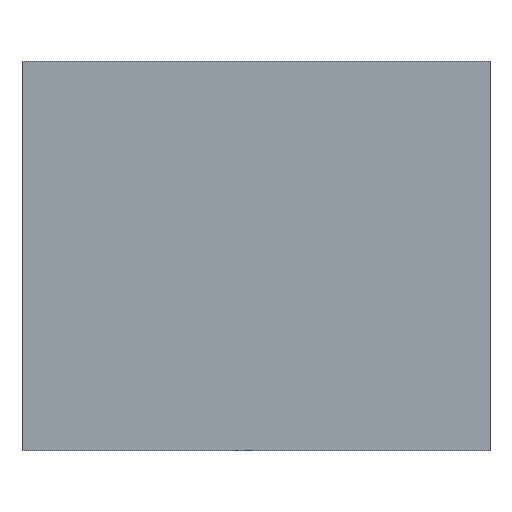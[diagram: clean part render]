
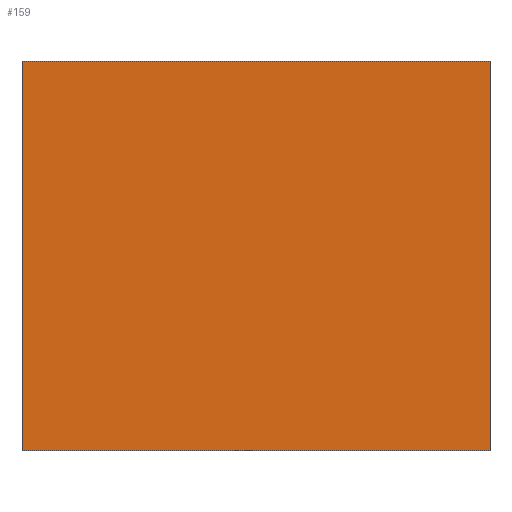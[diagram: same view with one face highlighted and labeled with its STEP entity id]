
A CAD part, left-side view. The second image highlights one B-rep face of the part: STEP entity #159.
In plain terms, the highlighted planar face has unit normal (-1, 0, 0).
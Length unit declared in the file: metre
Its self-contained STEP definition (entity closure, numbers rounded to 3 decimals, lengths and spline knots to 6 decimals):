
#25=ORIENTED_EDGE('',*,*,#61,.T.);
#26=ORIENTED_EDGE('',*,*,#62,.F.);
#27=ORIENTED_EDGE('',*,*,#63,.F.);
#28=ORIENTED_EDGE('',*,*,#58,.T.);
#58=EDGE_CURVE('',#77,#75,#90,.T.);
#61=EDGE_CURVE('',#75,#79,#93,.T.);
#62=EDGE_CURVE('',#80,#79,#94,.T.);
#63=EDGE_CURVE('',#77,#80,#95,.T.);
#75=VERTEX_POINT('',#254);
#77=VERTEX_POINT('',#257);
#79=VERTEX_POINT('',#263);
#80=VERTEX_POINT('',#265);
#90=LINE('',#256,#102);
#93=LINE('',#262,#105);
#94=LINE('',#264,#106);
#95=LINE('',#266,#107);
#102=VECTOR('',#206,1.);
#105=VECTOR('',#211,1.);
#106=VECTOR('',#212,1.);
#107=VECTOR('',#213,1.);
#114=EDGE_LOOP('',(#25,#26,#27,#28));
#132=FACE_BOUND('',#114,.T.);
#150=PLANE('',#184);
#159=ADVANCED_FACE('',(#132),#150,.F.);
#184=AXIS2_PLACEMENT_3D('',#261,#209,#210);
#206=DIRECTION('',(0.,0.,-1.));
#209=DIRECTION('',(1.,0.,0.));
#210=DIRECTION('',(0.,0.,-1.));
#211=DIRECTION('',(0.,-1.,0.));
#212=DIRECTION('',(0.,0.,-1.));
#213=DIRECTION('',(0.,-1.,0.));
#254=CARTESIAN_POINT('',(0.042965,-0.004855,0.));
#256=CARTESIAN_POINT('',(0.042965,-0.004855,0.02));
#257=CARTESIAN_POINT('',(0.042965,-0.004855,0.02));
#261=CARTESIAN_POINT('',(0.042965,-0.016855,0.02));
#262=CARTESIAN_POINT('',(0.042965,-0.016855,0.));
#263=CARTESIAN_POINT('',(0.042965,-0.028855,0.));
#264=CARTESIAN_POINT('',(0.042965,-0.028855,0.02));
#265=CARTESIAN_POINT('',(0.042965,-0.028855,0.02));
#266=CARTESIAN_POINT('',(0.042965,-0.016855,0.02));
